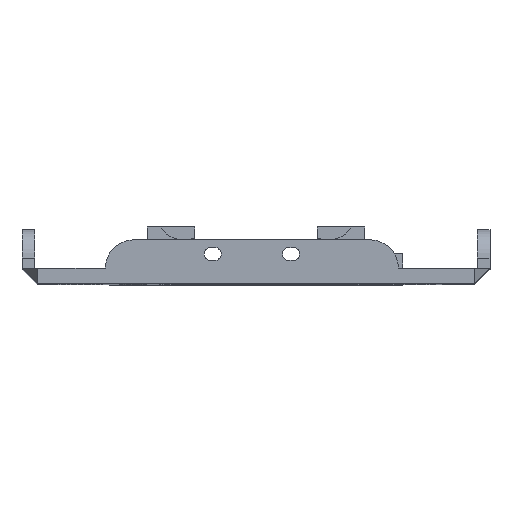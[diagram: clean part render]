
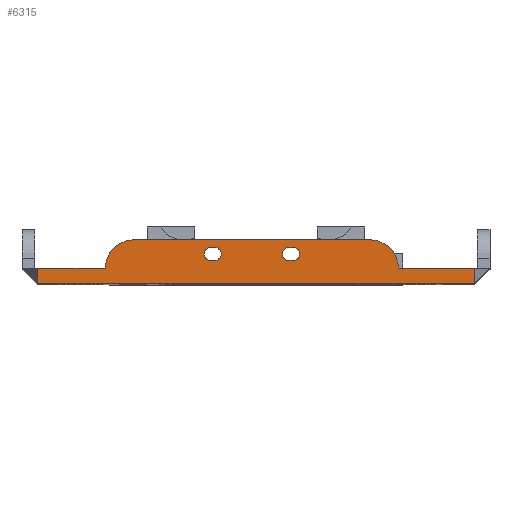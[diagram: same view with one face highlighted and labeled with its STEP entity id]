
A CAD part, top view. The second image highlights one B-rep face of the part: STEP entity #6315.
In plain terms, the highlighted planar face has unit normal (0, 0, 1).
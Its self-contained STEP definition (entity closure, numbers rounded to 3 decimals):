
#188=FACE_BOUND('',#1038,.T.);
#189=FACE_BOUND('',#1039,.T.);
#298=CIRCLE('',#6588,5.5);
#300=CIRCLE('',#6592,5.5);
#321=CIRCLE('',#6644,1.25);
#322=CIRCLE('',#6647,1.25);
#346=CIRCLE('',#6799,1.25);
#347=CIRCLE('',#6800,1.25);
#627=FACE_OUTER_BOUND('',#1037,.T.);
#1037=EDGE_LOOP('',(#5512,#5513,#5514,#5515,#5516,#5517,#5518,#5519));
#1038=EDGE_LOOP('',(#5520,#5521,#5522,#5523));
#1039=EDGE_LOOP('',(#5524,#5525,#5526,#5527));
#1213=LINE('',#8800,#1939);
#1225=LINE('',#8824,#1951);
#1325=LINE('',#9133,#2051);
#1438=LINE('',#9461,#2164);
#1573=LINE('',#9775,#2299);
#1577=LINE('',#9785,#2303);
#1579=LINE('',#9788,#2305);
#1580=LINE('',#9790,#2306);
#1738=LINE('',#10166,#2464);
#1739=LINE('',#10169,#2465);
#1939=VECTOR('',#7072,10.);
#1951=VECTOR('',#7084,10.);
#2051=VECTOR('',#7322,10.);
#2164=VECTOR('',#7621,10.);
#2299=VECTOR('',#7868,10.);
#2303=VECTOR('',#7878,10.);
#2305=VECTOR('',#7882,10.);
#2306=VECTOR('',#7885,10.);
#2464=VECTOR('',#8341,10.);
#2465=VECTOR('',#8344,10.);
#2630=VERTEX_POINT('',#8797);
#2631=VERTEX_POINT('',#8799);
#2642=VERTEX_POINT('',#8821);
#2643=VERTEX_POINT('',#8823);
#2782=VERTEX_POINT('',#9130);
#2783=VERTEX_POINT('',#9132);
#2892=VERTEX_POINT('',#9456);
#2893=VERTEX_POINT('',#9460);
#3014=VERTEX_POINT('',#9767);
#3015=VERTEX_POINT('',#9769);
#3016=VERTEX_POINT('',#9773);
#3017=VERTEX_POINT('',#9777);
#3018=VERTEX_POINT('',#9779);
#3019=VERTEX_POINT('',#9783);
#3088=VERTEX_POINT('',#10164);
#3089=VERTEX_POINT('',#10167);
#3248=EDGE_CURVE('',#2630,#2631,#1213,.T.);
#3260=EDGE_CURVE('',#2642,#2643,#1225,.T.);
#3415=EDGE_CURVE('',#2782,#2783,#1325,.T.);
#3577=EDGE_CURVE('',#2631,#2892,#298,.T.);
#3579=EDGE_CURVE('',#2893,#2892,#1438,.T.);
#3590=EDGE_CURVE('',#2893,#2642,#300,.T.);
#3734=EDGE_CURVE('',#3015,#3014,#321,.T.);
#3737=EDGE_CURVE('',#3014,#3016,#1573,.T.);
#3739=EDGE_CURVE('',#3018,#3017,#322,.T.);
#3742=EDGE_CURVE('',#3017,#3019,#1577,.T.);
#3744=EDGE_CURVE('',#2630,#2783,#1579,.T.);
#3745=EDGE_CURVE('',#2643,#2782,#1580,.T.);
#3926=EDGE_CURVE('',#3019,#3088,#346,.T.);
#3927=EDGE_CURVE('',#3088,#3018,#1738,.T.);
#3928=EDGE_CURVE('',#3016,#3089,#347,.T.);
#3929=EDGE_CURVE('',#3089,#3015,#1739,.T.);
#5512=ORIENTED_EDGE('',*,*,#3577,.F.);
#5513=ORIENTED_EDGE('',*,*,#3248,.F.);
#5514=ORIENTED_EDGE('',*,*,#3744,.T.);
#5515=ORIENTED_EDGE('',*,*,#3415,.F.);
#5516=ORIENTED_EDGE('',*,*,#3745,.F.);
#5517=ORIENTED_EDGE('',*,*,#3260,.F.);
#5518=ORIENTED_EDGE('',*,*,#3590,.F.);
#5519=ORIENTED_EDGE('',*,*,#3579,.T.);
#5520=ORIENTED_EDGE('',*,*,#3742,.T.);
#5521=ORIENTED_EDGE('',*,*,#3926,.T.);
#5522=ORIENTED_EDGE('',*,*,#3927,.T.);
#5523=ORIENTED_EDGE('',*,*,#3739,.T.);
#5524=ORIENTED_EDGE('',*,*,#3737,.T.);
#5525=ORIENTED_EDGE('',*,*,#3928,.T.);
#5526=ORIENTED_EDGE('',*,*,#3929,.T.);
#5527=ORIENTED_EDGE('',*,*,#3734,.T.);
#5999=PLANE('',#6798);
#6315=ADVANCED_FACE('',(#627,#188,#189),#5999,.T.);
#6588=AXIS2_PLACEMENT_3D('',#9457,#7616,#7617);
#6592=AXIS2_PLACEMENT_3D('',#9481,#7635,#7636);
#6644=AXIS2_PLACEMENT_3D('',#9770,#7862,#7863);
#6647=AXIS2_PLACEMENT_3D('',#9780,#7872,#7873);
#6798=AXIS2_PLACEMENT_3D('',#10163,#8337,#8338);
#6799=AXIS2_PLACEMENT_3D('',#10165,#8339,#8340);
#6800=AXIS2_PLACEMENT_3D('',#10168,#8342,#8343);
#7072=DIRECTION('',(1.,0.,0.));
#7084=DIRECTION('',(1.,0.,0.));
#7322=DIRECTION('',(-1.,0.,0.));
#7616=DIRECTION('center_axis',(0.,0.,
-1.));
#7617=DIRECTION('ref_axis',(-1.,0.001,0.));
#7621=DIRECTION('',(-1.,0.,0.));
#7635=DIRECTION('center_axis',(0.,0.,
-1.));
#7636=DIRECTION('ref_axis',(1.,0.001,0.));
#7862=DIRECTION('center_axis',(0.,0.,
-1.));
#7863=DIRECTION('ref_axis',(0.,-1.,0.));
#7868=DIRECTION('',(-1.,0.,0.));
#7872=DIRECTION('center_axis',(0.,0.,
-1.));
#7873=DIRECTION('ref_axis',(0.,-1.,0.));
#7878=DIRECTION('',(-1.,0.,0.));
#7882=DIRECTION('',(0.,-1.,0.));
#7885=DIRECTION('',(0.,-1.,0.));
#8337=DIRECTION('center_axis',(0.,0.,
1.));
#8338=DIRECTION('ref_axis',(-1.,0.,0.));
#8339=DIRECTION('center_axis',(0.,0.,
-1.));
#8340=DIRECTION('ref_axis',(0.,1.,0.));
#8341=DIRECTION('',(1.,0.,0.));
#8342=DIRECTION('center_axis',(0.,0.,
-1.));
#8343=DIRECTION('ref_axis',(0.,1.,0.));
#8344=DIRECTION('',(1.,0.,0.));
#8797=CARTESIAN_POINT('',(-42.428,21.378,20.));
#8799=CARTESIAN_POINT('',(-29.25,21.378,20.));
#8800=CARTESIAN_POINT('',(-42.428,21.378,20.));
#8821=CARTESIAN_POINT('',(27.65,21.378,20.));
#8823=CARTESIAN_POINT('',(42.428,21.378,20.));
#8824=CARTESIAN_POINT('',(-42.428,21.378,20.));
#9130=CARTESIAN_POINT('',(42.428,18.378,20.));
#9132=CARTESIAN_POINT('',(-42.428,18.378,20.));
#9133=CARTESIAN_POINT('',(-42.428,18.378,20.));
#9456=CARTESIAN_POINT('',(-23.75,26.875,20.));
#9457=CARTESIAN_POINT('Origin',(-23.75,21.375,20.));
#9460=CARTESIAN_POINT('',(22.15,26.875,20.));
#9461=CARTESIAN_POINT('',(23.4,26.875,20.));
#9481=CARTESIAN_POINT('Origin',(22.15,21.375,20.));
#9767=CARTESIAN_POINT('',(-8.,22.876,20.));
#9769=CARTESIAN_POINT('',(-8.,25.376,20.));
#9770=CARTESIAN_POINT('Origin',(-8.,24.126,20.));
#9773=CARTESIAN_POINT('',(-8.8,22.876,20.));
#9775=CARTESIAN_POINT('',(17.214,22.876,20.));
#9777=CARTESIAN_POINT('',(7.2,22.876,20.));
#9779=CARTESIAN_POINT('',(7.2,25.376,20.));
#9780=CARTESIAN_POINT('Origin',(7.2,24.126,20.));
#9783=CARTESIAN_POINT('',(6.4,22.876,20.));
#9785=CARTESIAN_POINT('',(24.814,22.876,20.));
#9788=CARTESIAN_POINT('',(-42.428,21.378,20.));
#9790=CARTESIAN_POINT('',(42.428,21.378,20.));
#10163=CARTESIAN_POINT('Origin',(42.428,21.378,20.));
#10164=CARTESIAN_POINT('',(6.4,25.376,20.));
#10165=CARTESIAN_POINT('Origin',(6.4,24.126,20.));
#10166=CARTESIAN_POINT('',(24.414,25.376,20.));
#10167=CARTESIAN_POINT('',(-8.8,25.376,20.));
#10168=CARTESIAN_POINT('Origin',(-8.8,24.126,20.));
#10169=CARTESIAN_POINT('',(16.814,25.376,20.));
